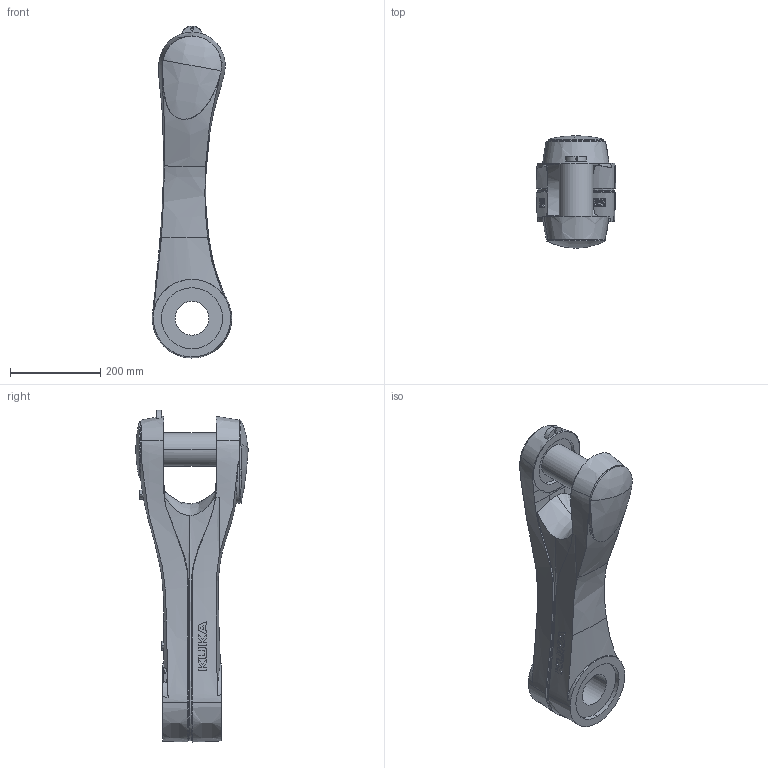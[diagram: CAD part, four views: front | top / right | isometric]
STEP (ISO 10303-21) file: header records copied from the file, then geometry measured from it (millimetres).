
FILE_DESCRIPTION(('CATIA V5 STEP Exchange'),'2;1');
FILE_NAME('Axis2_modal.stp','2024-08-17T19:15:34+00:00',('none'),('none'),'CATIA Version 5 Release 21 GA (IN-10)','CATIA V5 STEP AP203','none');
FILE_SCHEMA(('CONFIG_CONTROL_DESIGN'));
Length unit declared in the file: millimetre
Products named in the file (1): GREPC1BDNVPG_2
Bounding box: 175.97 x 249 x 735.49 mm (x, y, z)
Volume: 7580521.4 mm3; surface area: 658643.6 mm2
Topology: 1 solids, 1 shells, 382 faces, 1023 edges, 660 vertices
Faces by surface type: plane 165, bspline 83, cylinder 66, cone 30, extrusion 18, torus 12, sphere 8
Entity records: 20156 total; most frequent: CARTESIAN_POINT 12212, ORIENTED_EDGE 2022, EDGE_CURVE 1011, DIRECTION 960, VERTEX_POINT 660, B_SPLINE_CURVE_WITH_KNOTS 611, EDGE_LOOP 417, AXIS2_PLACEMENT_3D 409
